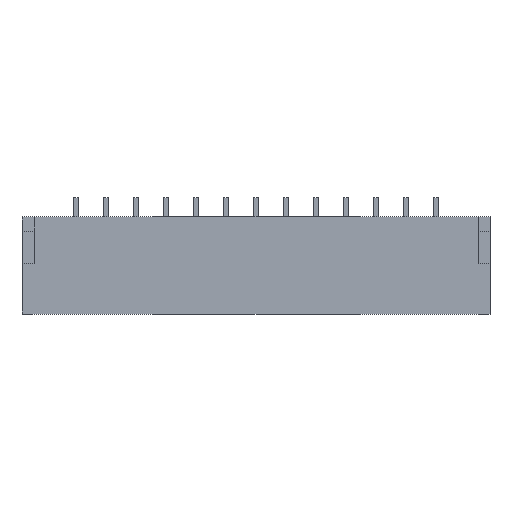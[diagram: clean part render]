
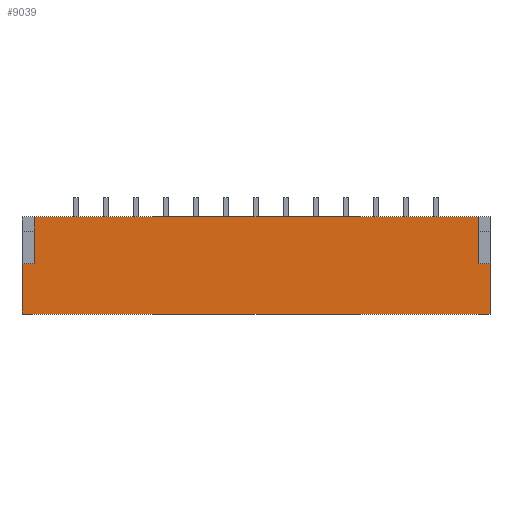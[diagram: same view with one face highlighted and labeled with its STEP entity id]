
A CAD part, top view. The second image highlights one B-rep face of the part: STEP entity #9039.
In plain terms, the highlighted planar face has unit normal (0, 0, 1).
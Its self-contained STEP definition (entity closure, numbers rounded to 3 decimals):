
#496 = PLANE('',#497);
#497 = AXIS2_PLACEMENT_3D('',#498,#499,#500);
#498 = CARTESIAN_POINT('',(9.75,-2.75,0.1));
#499 = DIRECTION('',(-1.,0.,0.));
#500 = DIRECTION('',(0.,-1.,0.));
#552 = PLANE('',#553);
#553 = AXIS2_PLACEMENT_3D('',#554,#555,#556);
#554 = CARTESIAN_POINT('',(-9.75,-2.75,0.1));
#555 = DIRECTION('',(1.,0.,0.));
#556 = DIRECTION('',(0.,1.,0.));
#2652 = PLANE('',#2653);
#2653 = AXIS2_PLACEMENT_3D('',#2654,#2655,#2656);
#2654 = CARTESIAN_POINT('',(9.75,1.3,4.35));
#2655 = DIRECTION('',(0.,-1.,0.));
#2656 = DIRECTION('',(1.,0.,0.));
#3054 = VERTEX_POINT('',#3055);
#3055 = CARTESIAN_POINT('',(9.75,-0.65,4.35));
#3069 = PLANE('',#3070);
#3070 = AXIS2_PLACEMENT_3D('',#3071,#3072,#3073);
#3071 = CARTESIAN_POINT('',(9.25,-0.65,4.35));
#3072 = DIRECTION('',(0.,-1.,0.));
#3073 = DIRECTION('',(1.,0.,0.));
#3081 = EDGE_CURVE('',#3082,#3054,#3084,.T.);
#3082 = VERTEX_POINT('',#3083);
#3083 = CARTESIAN_POINT('',(9.75,-2.75,4.35));
#3084 = SURFACE_CURVE('',#3085,(#3089,#3096),.PCURVE_S1.);
#3085 = LINE('',#3086,#3087);
#3086 = CARTESIAN_POINT('',(9.75,-2.75,4.35));
#3087 = VECTOR('',#3088,1.);
#3088 = DIRECTION('',(0.,1.,0.));
#3089 = PCURVE('',#496,#3090);
#3090 = DEFINITIONAL_REPRESENTATION('',(#3091),#3095);
#3091 = LINE('',#3092,#3093);
#3092 = CARTESIAN_POINT('',(0.,4.25));
#3093 = VECTOR('',#3094,1.);
#3094 = DIRECTION('',(-1.,0.));
#3095 = ( GEOMETRIC_REPRESENTATION_CONTEXT(2) 
PARAMETRIC_REPRESENTATION_CONTEXT() REPRESENTATION_CONTEXT('2D SPACE',''
  ) );
#3096 = PCURVE('',#3097,#3102);
#3097 = PLANE('',#3098);
#3098 = AXIS2_PLACEMENT_3D('',#3099,#3100,#3101);
#3099 = CARTESIAN_POINT('',(9.75,-2.75,4.35));
#3100 = DIRECTION('',(0.,0.,-1.));
#3101 = DIRECTION('',(0.,1.,0.));
#3102 = DEFINITIONAL_REPRESENTATION('',(#3103),#3107);
#3103 = LINE('',#3104,#3105);
#3104 = CARTESIAN_POINT('',(0.,0.));
#3105 = VECTOR('',#3106,1.);
#3106 = DIRECTION('',(1.,0.));
#3107 = ( GEOMETRIC_REPRESENTATION_CONTEXT(2) 
PARAMETRIC_REPRESENTATION_CONTEXT() REPRESENTATION_CONTEXT('2D SPACE',''
  ) );
#3125 = PLANE('',#3126);
#3126 = AXIS2_PLACEMENT_3D('',#3127,#3128,#3129);
#3127 = CARTESIAN_POINT('',(9.75,-2.75,4.35));
#3128 = DIRECTION('',(0.,-1.,0.));
#3129 = DIRECTION('',(1.,0.,0.));
#4694 = VERTEX_POINT('',#4695);
#4695 = CARTESIAN_POINT('',(-9.75,-2.75,4.35));
#4716 = EDGE_CURVE('',#4694,#4717,#4719,.T.);
#4717 = VERTEX_POINT('',#4718);
#4718 = CARTESIAN_POINT('',(-9.75,-0.65,4.35));
#4719 = SURFACE_CURVE('',#4720,(#4724,#4731),.PCURVE_S1.);
#4720 = LINE('',#4721,#4722);
#4721 = CARTESIAN_POINT('',(-9.75,-2.75,4.35));
#4722 = VECTOR('',#4723,1.);
#4723 = DIRECTION('',(0.,1.,0.));
#4724 = PCURVE('',#552,#4725);
#4725 = DEFINITIONAL_REPRESENTATION('',(#4726),#4730);
#4726 = LINE('',#4727,#4728);
#4727 = CARTESIAN_POINT('',(0.,4.25));
#4728 = VECTOR('',#4729,1.);
#4729 = DIRECTION('',(1.,0.));
#4730 = ( GEOMETRIC_REPRESENTATION_CONTEXT(2) 
PARAMETRIC_REPRESENTATION_CONTEXT() REPRESENTATION_CONTEXT('2D SPACE',''
  ) );
#4731 = PCURVE('',#3097,#4732);
#4732 = DEFINITIONAL_REPRESENTATION('',(#4733),#4737);
#4733 = LINE('',#4734,#4735);
#4734 = CARTESIAN_POINT('',(0.,-19.5));
#4735 = VECTOR('',#4736,1.);
#4736 = DIRECTION('',(1.,0.));
#4737 = ( GEOMETRIC_REPRESENTATION_CONTEXT(2) 
PARAMETRIC_REPRESENTATION_CONTEXT() REPRESENTATION_CONTEXT('2D SPACE',''
  ) );
#4755 = PLANE('',#4756);
#4756 = AXIS2_PLACEMENT_3D('',#4757,#4758,#4759);
#4757 = CARTESIAN_POINT('',(-9.25,-0.65,4.35));
#4758 = DIRECTION('',(0.,1.,0.));
#4759 = DIRECTION('',(-1.,0.,0.));
#6596 = VERTEX_POINT('',#6597);
#6597 = CARTESIAN_POINT('',(-9.25,1.3,4.35));
#6611 = PLANE('',#6612);
#6612 = AXIS2_PLACEMENT_3D('',#6613,#6614,#6615);
#6613 = CARTESIAN_POINT('',(-9.25,-0.65,4.35));
#6614 = DIRECTION('',(-1.,0.,0.));
#6615 = DIRECTION('',(0.,1.,0.));
#6623 = EDGE_CURVE('',#6624,#6596,#6626,.T.);
#6624 = VERTEX_POINT('',#6625);
#6625 = CARTESIAN_POINT('',(9.25,1.3,4.35));
#6626 = SURFACE_CURVE('',#6627,(#6631,#6638),.PCURVE_S1.);
#6627 = LINE('',#6628,#6629);
#6628 = CARTESIAN_POINT('',(9.75,1.3,4.35));
#6629 = VECTOR('',#6630,1.);
#6630 = DIRECTION('',(-1.,0.,0.));
#6631 = PCURVE('',#2652,#6632);
#6632 = DEFINITIONAL_REPRESENTATION('',(#6633),#6637);
#6633 = LINE('',#6634,#6635);
#6634 = CARTESIAN_POINT('',(0.,0.));
#6635 = VECTOR('',#6636,1.);
#6636 = DIRECTION('',(-1.,0.));
#6637 = ( GEOMETRIC_REPRESENTATION_CONTEXT(2) 
PARAMETRIC_REPRESENTATION_CONTEXT() REPRESENTATION_CONTEXT('2D SPACE',''
  ) );
#6638 = PCURVE('',#3097,#6639);
#6639 = DEFINITIONAL_REPRESENTATION('',(#6640),#6644);
#6640 = LINE('',#6641,#6642);
#6641 = CARTESIAN_POINT('',(4.05,0.));
#6642 = VECTOR('',#6643,1.);
#6643 = DIRECTION('',(0.,-1.));
#6644 = ( GEOMETRIC_REPRESENTATION_CONTEXT(2) 
PARAMETRIC_REPRESENTATION_CONTEXT() REPRESENTATION_CONTEXT('2D SPACE',''
  ) );
#6662 = PLANE('',#6663);
#6663 = AXIS2_PLACEMENT_3D('',#6664,#6665,#6666);
#6664 = CARTESIAN_POINT('',(9.25,-0.65,4.35));
#6665 = DIRECTION('',(1.,0.,0.));
#6666 = DIRECTION('',(0.,1.,0.));
#8256 = EDGE_CURVE('',#3082,#4694,#8257,.T.);
#8257 = SURFACE_CURVE('',#8258,(#8262,#8269),.PCURVE_S1.);
#8258 = LINE('',#8259,#8260);
#8259 = CARTESIAN_POINT('',(9.75,-2.75,4.35));
#8260 = VECTOR('',#8261,1.);
#8261 = DIRECTION('',(-1.,0.,0.));
#8262 = PCURVE('',#3125,#8263);
#8263 = DEFINITIONAL_REPRESENTATION('',(#8264),#8268);
#8264 = LINE('',#8265,#8266);
#8265 = CARTESIAN_POINT('',(0.,0.));
#8266 = VECTOR('',#8267,1.);
#8267 = DIRECTION('',(-1.,0.));
#8268 = ( GEOMETRIC_REPRESENTATION_CONTEXT(2) 
PARAMETRIC_REPRESENTATION_CONTEXT() REPRESENTATION_CONTEXT('2D SPACE',''
  ) );
#8269 = PCURVE('',#3097,#8270);
#8270 = DEFINITIONAL_REPRESENTATION('',(#8271),#8275);
#8271 = LINE('',#8272,#8273);
#8272 = CARTESIAN_POINT('',(0.,0.));
#8273 = VECTOR('',#8274,1.);
#8274 = DIRECTION('',(0.,-1.));
#8275 = ( GEOMETRIC_REPRESENTATION_CONTEXT(2) 
PARAMETRIC_REPRESENTATION_CONTEXT() REPRESENTATION_CONTEXT('2D SPACE',''
  ) );
#8626 = VERTEX_POINT('',#8627);
#8627 = CARTESIAN_POINT('',(9.25,-0.65,4.35));
#8648 = EDGE_CURVE('',#8626,#3054,#8649,.T.);
#8649 = SURFACE_CURVE('',#8650,(#8654,#8661),.PCURVE_S1.);
#8650 = LINE('',#8651,#8652);
#8651 = CARTESIAN_POINT('',(9.25,-0.65,4.35));
#8652 = VECTOR('',#8653,1.);
#8653 = DIRECTION('',(1.,0.,0.));
#8654 = PCURVE('',#3069,#8655);
#8655 = DEFINITIONAL_REPRESENTATION('',(#8656),#8660);
#8656 = LINE('',#8657,#8658);
#8657 = CARTESIAN_POINT('',(0.,0.));
#8658 = VECTOR('',#8659,1.);
#8659 = DIRECTION('',(1.,0.));
#8660 = ( GEOMETRIC_REPRESENTATION_CONTEXT(2) 
PARAMETRIC_REPRESENTATION_CONTEXT() REPRESENTATION_CONTEXT('2D SPACE',''
  ) );
#8661 = PCURVE('',#3097,#8662);
#8662 = DEFINITIONAL_REPRESENTATION('',(#8663),#8667);
#8663 = LINE('',#8664,#8665);
#8664 = CARTESIAN_POINT('',(2.1,-0.5));
#8665 = VECTOR('',#8666,1.);
#8666 = DIRECTION('',(0.,1.));
#8667 = ( GEOMETRIC_REPRESENTATION_CONTEXT(2) 
PARAMETRIC_REPRESENTATION_CONTEXT() REPRESENTATION_CONTEXT('2D SPACE',''
  ) );
#9039 = ADVANCED_FACE('',(#9040),#3097,.F.);
#9040 = FACE_BOUND('',#9041,.T.);
#9041 = EDGE_LOOP('',(#9042,#9065,#9066,#9067,#9068,#9069,#9090,#9091));
#9042 = ORIENTED_EDGE('',*,*,#9043,.T.);
#9043 = EDGE_CURVE('',#9044,#4717,#9046,.T.);
#9044 = VERTEX_POINT('',#9045);
#9045 = CARTESIAN_POINT('',(-9.25,-0.65,4.35));
#9046 = SURFACE_CURVE('',#9047,(#9051,#9058),.PCURVE_S1.);
#9047 = LINE('',#9048,#9049);
#9048 = CARTESIAN_POINT('',(-9.25,-0.65,4.35));
#9049 = VECTOR('',#9050,1.);
#9050 = DIRECTION('',(-1.,0.,0.));
#9051 = PCURVE('',#3097,#9052);
#9052 = DEFINITIONAL_REPRESENTATION('',(#9053),#9057);
#9053 = LINE('',#9054,#9055);
#9054 = CARTESIAN_POINT('',(2.1,-19.));
#9055 = VECTOR('',#9056,1.);
#9056 = DIRECTION('',(0.,-1.));
#9057 = ( GEOMETRIC_REPRESENTATION_CONTEXT(2) 
PARAMETRIC_REPRESENTATION_CONTEXT() REPRESENTATION_CONTEXT('2D SPACE',''
  ) );
#9058 = PCURVE('',#4755,#9059);
#9059 = DEFINITIONAL_REPRESENTATION('',(#9060),#9064);
#9060 = LINE('',#9061,#9062);
#9061 = CARTESIAN_POINT('',(0.,0.));
#9062 = VECTOR('',#9063,1.);
#9063 = DIRECTION('',(1.,0.));
#9064 = ( GEOMETRIC_REPRESENTATION_CONTEXT(2) 
PARAMETRIC_REPRESENTATION_CONTEXT() REPRESENTATION_CONTEXT('2D SPACE',''
  ) );
#9065 = ORIENTED_EDGE('',*,*,#4716,.F.);
#9066 = ORIENTED_EDGE('',*,*,#8256,.F.);
#9067 = ORIENTED_EDGE('',*,*,#3081,.T.);
#9068 = ORIENTED_EDGE('',*,*,#8648,.F.);
#9069 = ORIENTED_EDGE('',*,*,#9070,.F.);
#9070 = EDGE_CURVE('',#6624,#8626,#9071,.T.);
#9071 = SURFACE_CURVE('',#9072,(#9076,#9083),.PCURVE_S1.);
#9072 = LINE('',#9073,#9074);
#9073 = CARTESIAN_POINT('',(9.25,1.3,4.35));
#9074 = VECTOR('',#9075,1.);
#9075 = DIRECTION('',(0.,-1.,0.));
#9076 = PCURVE('',#3097,#9077);
#9077 = DEFINITIONAL_REPRESENTATION('',(#9078),#9082);
#9078 = LINE('',#9079,#9080);
#9079 = CARTESIAN_POINT('',(4.05,-0.5));
#9080 = VECTOR('',#9081,1.);
#9081 = DIRECTION('',(-1.,0.));
#9082 = ( GEOMETRIC_REPRESENTATION_CONTEXT(2) 
PARAMETRIC_REPRESENTATION_CONTEXT() REPRESENTATION_CONTEXT('2D SPACE',''
  ) );
#9083 = PCURVE('',#6662,#9084);
#9084 = DEFINITIONAL_REPRESENTATION('',(#9085),#9089);
#9085 = LINE('',#9086,#9087);
#9086 = CARTESIAN_POINT('',(1.95,0.));
#9087 = VECTOR('',#9088,1.);
#9088 = DIRECTION('',(-1.,0.));
#9089 = ( GEOMETRIC_REPRESENTATION_CONTEXT(2) 
PARAMETRIC_REPRESENTATION_CONTEXT() REPRESENTATION_CONTEXT('2D SPACE',''
  ) );
#9090 = ORIENTED_EDGE('',*,*,#6623,.T.);
#9091 = ORIENTED_EDGE('',*,*,#9092,.T.);
#9092 = EDGE_CURVE('',#6596,#9044,#9093,.T.);
#9093 = SURFACE_CURVE('',#9094,(#9098,#9105),.PCURVE_S1.);
#9094 = LINE('',#9095,#9096);
#9095 = CARTESIAN_POINT('',(-9.25,1.3,4.35));
#9096 = VECTOR('',#9097,1.);
#9097 = DIRECTION('',(0.,-1.,0.));
#9098 = PCURVE('',#3097,#9099);
#9099 = DEFINITIONAL_REPRESENTATION('',(#9100),#9104);
#9100 = LINE('',#9101,#9102);
#9101 = CARTESIAN_POINT('',(4.05,-19.));
#9102 = VECTOR('',#9103,1.);
#9103 = DIRECTION('',(-1.,0.));
#9104 = ( GEOMETRIC_REPRESENTATION_CONTEXT(2) 
PARAMETRIC_REPRESENTATION_CONTEXT() REPRESENTATION_CONTEXT('2D SPACE',''
  ) );
#9105 = PCURVE('',#6611,#9106);
#9106 = DEFINITIONAL_REPRESENTATION('',(#9107),#9111);
#9107 = LINE('',#9108,#9109);
#9108 = CARTESIAN_POINT('',(1.95,0.));
#9109 = VECTOR('',#9110,1.);
#9110 = DIRECTION('',(-1.,0.));
#9111 = ( GEOMETRIC_REPRESENTATION_CONTEXT(2) 
PARAMETRIC_REPRESENTATION_CONTEXT() REPRESENTATION_CONTEXT('2D SPACE',''
  ) );
